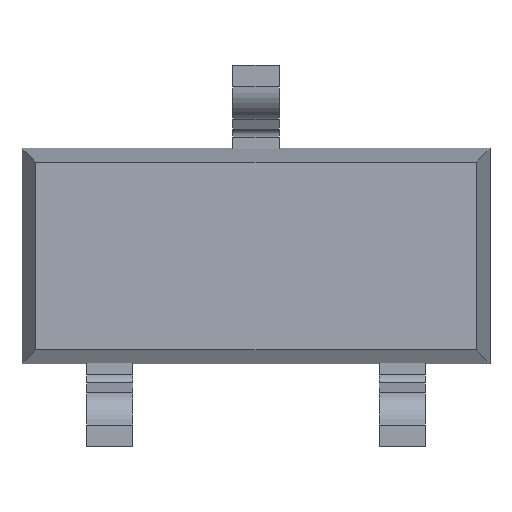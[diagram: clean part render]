
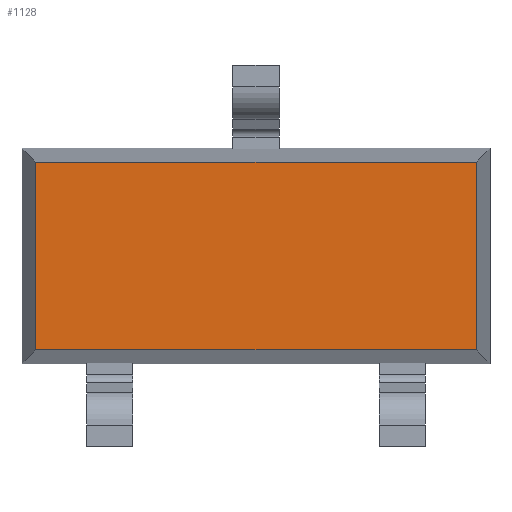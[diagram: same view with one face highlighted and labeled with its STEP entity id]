
A CAD part, front view. The second image highlights one B-rep face of the part: STEP entity #1128.
In plain terms, the highlighted planar face has unit normal (0, -1, 0).
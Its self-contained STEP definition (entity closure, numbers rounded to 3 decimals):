
#51 = EDGE_CURVE ( 'NONE', #648, #1519, #605, .T. ) ;
#76 = DIRECTION ( 'NONE',  ( 0., 0., -1. ) ) ;
#141 = CARTESIAN_POINT ( 'NONE',  ( -1.52, -0.51, 0.61 ) ) ;
#191 = CARTESIAN_POINT ( 'NONE',  ( 1.43, -0.51, 0.7 ) ) ;
#225 = VECTOR ( 'NONE', #238, 1000. ) ;
#238 = DIRECTION ( 'NONE',  ( -1., 0., 0. ) ) ;
#274 = EDGE_CURVE ( 'NONE', #1482, #1637, #736, .T. ) ;
#325 = CARTESIAN_POINT ( 'NONE',  ( 1.43, -0.51, 0.61 ) ) ;
#383 = ORIENTED_EDGE ( 'NONE', *, *, #719, .F. ) ;
#425 = CARTESIAN_POINT ( 'NONE',  ( -1.43, -0.51, 0.61 ) ) ;
#508 = VECTOR ( 'NONE', #1677, 1000. ) ;
#605 = LINE ( 'NONE', #1146, #1495 ) ;
#607 = DIRECTION ( 'NONE',  ( 0., -1., 0. ) ) ;
#648 = VERTEX_POINT ( 'NONE', #1554 ) ;
#719 = EDGE_CURVE ( 'NONE', #1637, #648, #1459, .T. ) ;
#734 = ORIENTED_EDGE ( 'NONE', *, *, #51, .F. ) ;
#736 = LINE ( 'NONE', #191, #508 ) ;
#854 = AXIS2_PLACEMENT_3D ( 'NONE', #876, #607, #76 ) ;
#876 = CARTESIAN_POINT ( 'NONE',  ( 0., -0.51, 0. ) ) ;
#1015 = DIRECTION ( 'NONE',  ( 0., 0., 1. ) ) ;
#1124 = FACE_OUTER_BOUND ( 'NONE', #1344, .T. ) ;
#1128 = ADVANCED_FACE ( 'NONE', ( #1124 ), #1653, .T. ) ;
#1146 = CARTESIAN_POINT ( 'NONE',  ( -1.43, -0.51, 0.7 ) ) ;
#1200 = ORIENTED_EDGE ( 'NONE', *, *, #1323, .F. ) ;
#1276 = CARTESIAN_POINT ( 'NONE',  ( 1.43, -0.51, -0.61 ) ) ;
#1318 = CARTESIAN_POINT ( 'NONE',  ( -1.52, -0.51, -0.61 ) ) ;
#1323 = EDGE_CURVE ( 'NONE', #1519, #1482, #1740, .T. ) ;
#1344 = EDGE_LOOP ( 'NONE', ( #1466, #1200, #734, #383 ) ) ;
#1369 = DIRECTION ( 'NONE',  ( 1., 0., 0. ) ) ;
#1446 = VECTOR ( 'NONE', #1369, 1000. ) ;
#1459 = LINE ( 'NONE', #1318, #225 ) ;
#1466 = ORIENTED_EDGE ( 'NONE', *, *, #274, .F. ) ;
#1482 = VERTEX_POINT ( 'NONE', #325 ) ;
#1495 = VECTOR ( 'NONE', #1015, 1000. ) ;
#1519 = VERTEX_POINT ( 'NONE', #425 ) ;
#1554 = CARTESIAN_POINT ( 'NONE',  ( -1.43, -0.51, -0.61 ) ) ;
#1637 = VERTEX_POINT ( 'NONE', #1276 ) ;
#1653 = PLANE ( 'NONE',  #854 ) ;
#1677 = DIRECTION ( 'NONE',  ( 0., 0., -1. ) ) ;
#1740 = LINE ( 'NONE', #141, #1446 ) ;
